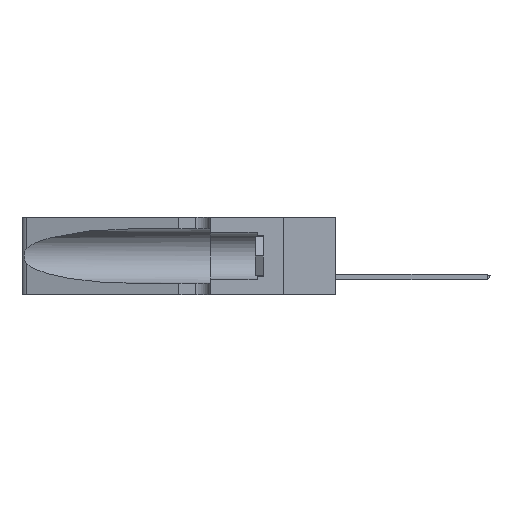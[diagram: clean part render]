
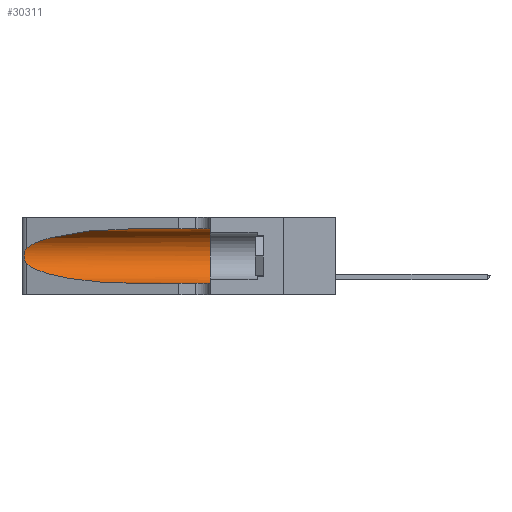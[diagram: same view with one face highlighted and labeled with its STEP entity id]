
A CAD part, left-side view. The second image highlights one B-rep face of the part: STEP entity #30311.
In plain terms, the highlighted cylindrical face has radius 3.308 mm (diameter 6.617 mm), a partial arc.
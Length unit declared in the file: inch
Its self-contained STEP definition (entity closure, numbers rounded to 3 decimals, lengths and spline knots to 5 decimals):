
#833 = CARTESIAN_POINT ( 'NONE',  ( 0.1305, 0.35, 0.05475 ) ) ;
#983 = CARTESIAN_POINT ( 'NONE',  ( 0.1305, 1.61858, 0.05475 ) ) ;
#1709 = CARTESIAN_POINT ( 'NONE',  ( 0.25639, 1.23186, 0.15144 ) ) ;
#2095 = DIRECTION ( 'NONE',  ( 0., -1., 0. ) ) ;
#2449 = VECTOR ( 'NONE', #44721, 39.37008 ) ;
#2758 = EDGE_CURVE ( 'NONE', #21282, #26515, #22075, .T. ) ;
#3600 = CARTESIAN_POINT ( 'NONE',  ( 0.2373, 1.15595, 0.08982 ) ) ;
#4437 = CARTESIAN_POINT ( 'NONE',  ( 0.25555, 1.22994, 0.2215 ) ) ;
#4444 = CARTESIAN_POINT ( 'NONE',  ( 0.25487, 1.22718, 0.22369 ) ) ;
#6207 = VECTOR ( 'NONE', #28882, 39.37008 ) ;
#6717 = CARTESIAN_POINT ( 'NONE',  ( 0.1305, 1.61858, 0.31525 ) ) ;
#8705 = VERTEX_POINT ( 'NONE', #42562 ) ;
#8721 = CARTESIAN_POINT ( 'NONE',  ( 0.25856, 1.23593, 0.16098 ) ) ;
#11060 = AXIS2_PLACEMENT_3D ( 'NONE', #40304, #2095, #39707 ) ;
#11417 = CIRCLE ( 'NONE', #15249, 0.13025 ) ;
#12062 = CARTESIAN_POINT ( 'NONE',  ( 0.25487, 1.22718, 0.22369 ) ) ;
#13486 = CARTESIAN_POINT ( 'NONE',  ( 0.1305, 0.72297, 0.31525 ) ) ;
#13643 = CARTESIAN_POINT ( 'NONE',  ( 0.25487, 1.22718, 0.22369 ) ) ;
#14416 = EDGE_LOOP ( 'NONE', ( #32885, #31806, #35707, #33096, #39869, #38325 ) ) ;
#15249 = AXIS2_PLACEMENT_3D ( 'NONE', #30629, #30170, #40913 ) ;
#16169 = CARTESIAN_POINT ( 'NONE',  ( 0.25854, 1.2359, 0.20912 ) ) ;
#17593 = CARTESIAN_POINT ( 'NONE',  ( 0.18966, 0.96281, 0.05475 ) ) ;
#18875 = CARTESIAN_POINT ( 'NONE',  ( 0.25787, 1.23484, 0.2124 ) ) ;
#19849 = LINE ( 'NONE', #6717, #2449 ) ;
#21282 = VERTEX_POINT ( 'NONE', #4444 ) ;
#21515 =( BOUNDED_CURVE ( )  B_SPLINE_CURVE ( 3, ( #13486, #44784, #44638, #13643 ),
 .UNSPECIFIED., .F., .F. ) 
 B_SPLINE_CURVE_WITH_KNOTS ( ( 4, 4 ),
 ( 1.5708, 2.84003 ),
 .UNSPECIFIED. ) 
 CURVE ( )  GEOMETRIC_REPRESENTATION_ITEM ( )  RATIONAL_B_SPLINE_CURVE ( ( 1., 0.87, 0.87, 1. ) ) 
 REPRESENTATION_ITEM ( '' )  );
#21714 = VERTEX_POINT ( 'NONE', #833 ) ;
#21796 = EDGE_CURVE ( 'NONE', #42011, #21714, #28424, .T. ) ;
#21925 = FACE_OUTER_BOUND ( 'NONE', #14416, .T. ) ;
#22075 = B_SPLINE_CURVE_WITH_KNOTS ( 'NONE', 3,
 ( #12062, #4437, #42913, #18875, #16169, #33303, #29470, #26179, #36937, #8721, #33593, #1709, #26026, #26472 ),
 .UNSPECIFIED., .F., .F.,
 ( 4, 2, 2, 2, 2, 2, 4 ),
 ( 0., 0.00027, 0.00053, 0.00107, 0.0016, 0.00187, 0.00214 ),
 .UNSPECIFIED. ) ;
#25635 = CARTESIAN_POINT ( 'NONE',  ( 0.1305, 0.35, 0.31525 ) ) ;
#26026 = CARTESIAN_POINT ( 'NONE',  ( 0.25555, 1.22993, 0.14849 ) ) ;
#26179 = CARTESIAN_POINT ( 'NONE',  ( 0.26075, 1.23896, 0.178 ) ) ;
#26472 = CARTESIAN_POINT ( 'NONE',  ( 0.25487, 1.22718, 0.14631 ) ) ;
#26515 = VERTEX_POINT ( 'NONE', #39656 ) ;
#28424 = LINE ( 'NONE', #983, #6207 ) ;
#28444 = CYLINDRICAL_SURFACE ( 'NONE', #11060, 0.13025 ) ;
#28882 = DIRECTION ( 'NONE',  ( 0., -1., 0. ) ) ;
#29470 = CARTESIAN_POINT ( 'NONE',  ( 0.26075, 1.23896, 0.19203 ) ) ;
#30170 = DIRECTION ( 'NONE',  ( 0., 1., 0. ) ) ;
#30180 = VERTEX_POINT ( 'NONE', #25635 ) ;
#30311 = ADVANCED_FACE ( 'NONE', ( #21925 ), #28444, .F. ) ;
#30629 = CARTESIAN_POINT ( 'NONE',  ( 0.1305, 0.35, 0.185 ) ) ;
#31806 = ORIENTED_EDGE ( 'NONE', *, *, #2758, .T. ) ;
#32885 = ORIENTED_EDGE ( 'NONE', *, *, #37702, .T. ) ;
#33096 = ORIENTED_EDGE ( 'NONE', *, *, #21796, .T. ) ;
#33303 = CARTESIAN_POINT ( 'NONE',  ( 0.26018, 1.23835, 0.19895 ) ) ;
#33593 = CARTESIAN_POINT ( 'NONE',  ( 0.25789, 1.23486, 0.15765 ) ) ;
#34792 = CARTESIAN_POINT ( 'NONE',  ( 0.1305, 0.72297, 0.05475 ) ) ;
#35707 = ORIENTED_EDGE ( 'NONE', *, *, #39102, .T. ) ;
#36937 = CARTESIAN_POINT ( 'NONE',  ( 0.26017, 1.23833, 0.17102 ) ) ;
#37702 = EDGE_CURVE ( 'NONE', #8705, #21282, #21515, .T. ) ;
#38325 = ORIENTED_EDGE ( 'NONE', *, *, #43293, .F. ) ;
#38367 = CARTESIAN_POINT ( 'NONE',  ( 0.25487, 1.22718, 0.14631 ) ) ;
#39102 = EDGE_CURVE ( 'NONE', #26515, #42011, #42313, .T. ) ;
#39656 = CARTESIAN_POINT ( 'NONE',  ( 0.25487, 1.22718, 0.14631 ) ) ;
#39707 = DIRECTION ( 'NONE',  ( 0., 0., -1. ) ) ;
#39869 = ORIENTED_EDGE ( 'NONE', *, *, #41215, .F. ) ;
#40304 = CARTESIAN_POINT ( 'NONE',  ( 0.1305, 1.61858, 0.185 ) ) ;
#40913 = DIRECTION ( 'NONE',  ( 0., 0., 1. ) ) ;
#41215 = EDGE_CURVE ( 'NONE', #30180, #21714, #11417, .T. ) ;
#41796 = CARTESIAN_POINT ( 'NONE',  ( 0.1305, 0.72297, 0.05475 ) ) ;
#42011 = VERTEX_POINT ( 'NONE', #34792 ) ;
#42313 =( BOUNDED_CURVE ( )  B_SPLINE_CURVE ( 3, ( #38367, #3600, #17593, #41796 ),
 .UNSPECIFIED., .F., .F. ) 
 B_SPLINE_CURVE_WITH_KNOTS ( ( 4, 4 ),
 ( 3.44316, 4.71239 ),
 .UNSPECIFIED. ) 
 CURVE ( )  GEOMETRIC_REPRESENTATION_ITEM ( )  RATIONAL_B_SPLINE_CURVE ( ( 1., 0.87, 0.87, 1. ) ) 
 REPRESENTATION_ITEM ( '' )  );
#42562 = CARTESIAN_POINT ( 'NONE',  ( 0.1305, 0.72297, 0.31525 ) ) ;
#42913 = CARTESIAN_POINT ( 'NONE',  ( 0.25639, 1.23184, 0.21858 ) ) ;
#43293 = EDGE_CURVE ( 'NONE', #8705, #30180, #19849, .T. ) ;
#44638 = CARTESIAN_POINT ( 'NONE',  ( 0.2373, 1.15595, 0.28018 ) ) ;
#44721 = DIRECTION ( 'NONE',  ( 0., -1., 0. ) ) ;
#44784 = CARTESIAN_POINT ( 'NONE',  ( 0.18966, 0.96281, 0.31525 ) ) ;
